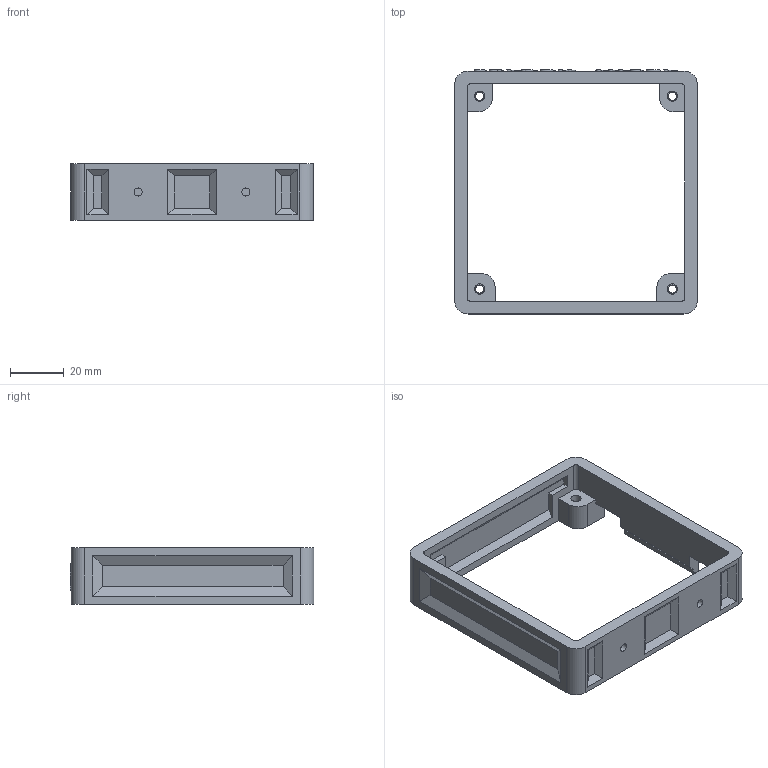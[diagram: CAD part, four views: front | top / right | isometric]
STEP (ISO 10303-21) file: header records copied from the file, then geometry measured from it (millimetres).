
FILE_DESCRIPTION(/* description */ (''),/* implementation_level */ '2;1');
FILE_NAME(/* name */ '8080_carbon_filter v6.step',/* time_stamp */ '2022-03-19T19:16:42+05:00',/* author */ (''),/* organization */ (''),/* preprocessor_version */ 'ST-DEVELOPER v18.1',/* originating_system */ 'Autodesk Translation Framework v10.13.0.1454',/* authorisation */ '');
FILE_SCHEMA (('AUTOMOTIVE_DESIGN { 1 0 10303 214 3 1 1 }'));
Length unit declared in the file: millimetre
Products named in the file (2): 8080_carbon_filter; case_fan
Assembly tree (1 placements, depth 2):
  8080_carbon_filter
    case_fan
Bounding box: 90 x 90.45 x 21 mm (x, y, z)
Volume: 29222.2 mm3; surface area: 19015.2 mm2
Topology: 1 solids, 1 shells, 811 faces, 2349 edges, 1562 vertices
Faces by surface type: bspline 663, plane 121, cylinder 27
Full cylindrical faces by diameter (mm): 3 x6, 3.8 x4, 8.1 x4
Entity records: 32683 total; most frequent: CARTESIAN_POINT 15958, ORIENTED_EDGE 4650, EDGE_CURVE 2325, VERTEX_POINT 1550, DIRECTION 1351, B_SPLINE_CURVE_WITH_KNOTS 1326, LINE 945, VECTOR 945
